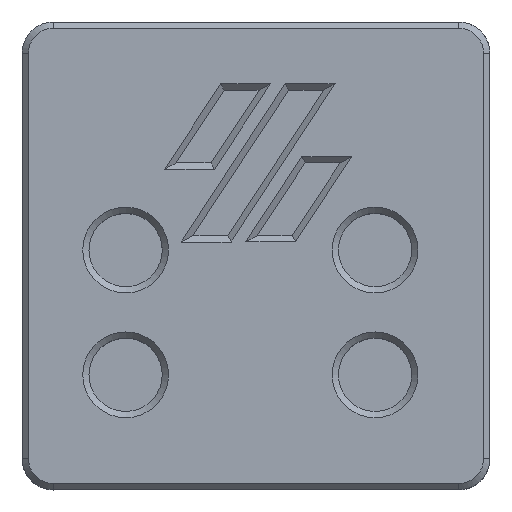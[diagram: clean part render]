
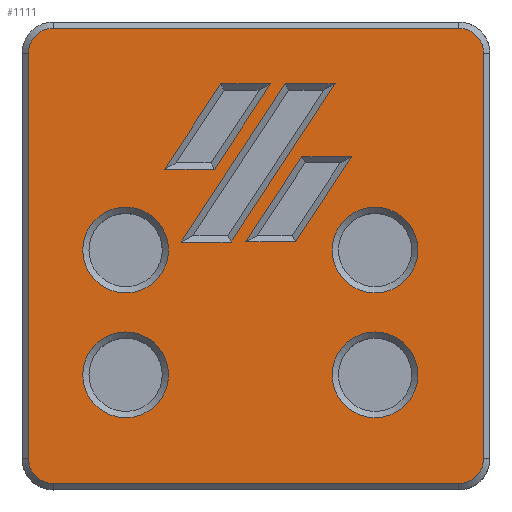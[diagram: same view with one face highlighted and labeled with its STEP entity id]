
A CAD part, top view. The second image highlights one B-rep face of the part: STEP entity #1111.
In plain terms, the highlighted planar face has unit normal (0, 0, 1).
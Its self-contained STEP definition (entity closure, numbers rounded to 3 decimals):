
#39=FACE_BOUND('',#184,.T.);
#40=FACE_BOUND('',#185,.T.);
#41=FACE_BOUND('',#186,.T.);
#42=FACE_BOUND('',#187,.T.);
#43=FACE_BOUND('',#188,.T.);
#44=FACE_BOUND('',#189,.T.);
#45=FACE_BOUND('',#190,.T.);
#52=PLANE('',#1210);
#106=FACE_OUTER_BOUND('',#183,.T.);
#183=EDGE_LOOP('',(#819,#820,#821,#822,#823,#824,#825,#826));
#184=EDGE_LOOP('',(#827,#828,#829,#830));
#185=EDGE_LOOP('',(#831,#832,#833,#834));
#186=EDGE_LOOP('',(#835));
#187=EDGE_LOOP('',(#836));
#188=EDGE_LOOP('',(#837));
#189=EDGE_LOOP('',(#838));
#190=EDGE_LOOP('',(#839,#840,#841,#842));
#252=CIRCLE('',#1188,1.6);
#254=CIRCLE('',#1192,1.6);
#256=CIRCLE('',#1196,1.6);
#258=CIRCLE('',#1200,1.6);
#263=CIRCLE('',#1211,2.75);
#264=CIRCLE('',#1212,2.75);
#265=CIRCLE('',#1213,2.75);
#266=CIRCLE('',#1214,2.75);
#289=LINE('',#1641,#403);
#293=LINE('',#1653,#407);
#297=LINE('',#1665,#411);
#300=LINE('',#1674,#414);
#309=LINE('',#1721,#423);
#310=LINE('',#1723,#424);
#311=LINE('',#1725,#425);
#312=LINE('',#1726,#426);
#313=LINE('',#1729,#427);
#314=LINE('',#1731,#428);
#315=LINE('',#1733,#429);
#316=LINE('',#1734,#430);
#317=LINE('',#1745,#431);
#318=LINE('',#1747,#432);
#319=LINE('',#1749,#433);
#320=LINE('',#1750,#434);
#403=VECTOR('',#1308,10.);
#407=VECTOR('',#1320,10.);
#411=VECTOR('',#1332,10.);
#414=VECTOR('',#1343,10.);
#423=VECTOR('',#1368,10.);
#424=VECTOR('',#1369,10.);
#425=VECTOR('',#1370,10.);
#426=VECTOR('',#1371,10.);
#427=VECTOR('',#1372,10.);
#428=VECTOR('',#1373,10.);
#429=VECTOR('',#1374,10.);
#430=VECTOR('',#1375,10.);
#431=VECTOR('',#1384,10.);
#432=VECTOR('',#1385,10.);
#433=VECTOR('',#1386,10.);
#434=VECTOR('',#1387,10.);
#515=VERTEX_POINT('',#1630);
#516=VERTEX_POINT('',#1632);
#519=VERTEX_POINT('',#1639);
#521=VERTEX_POINT('',#1645);
#523=VERTEX_POINT('',#1651);
#525=VERTEX_POINT('',#1657);
#527=VERTEX_POINT('',#1663);
#529=VERTEX_POINT('',#1669);
#538=VERTEX_POINT('',#1719);
#539=VERTEX_POINT('',#1720);
#540=VERTEX_POINT('',#1722);
#541=VERTEX_POINT('',#1724);
#542=VERTEX_POINT('',#1727);
#543=VERTEX_POINT('',#1728);
#544=VERTEX_POINT('',#1730);
#545=VERTEX_POINT('',#1732);
#546=VERTEX_POINT('',#1735);
#547=VERTEX_POINT('',#1737);
#548=VERTEX_POINT('',#1739);
#549=VERTEX_POINT('',#1741);
#550=VERTEX_POINT('',#1743);
#551=VERTEX_POINT('',#1744);
#552=VERTEX_POINT('',#1746);
#553=VERTEX_POINT('',#1748);
#611=EDGE_CURVE('',#515,#516,#252,.T.);
#615=EDGE_CURVE('',#519,#515,#289,.T.);
#618=EDGE_CURVE('',#521,#519,#254,.T.);
#621=EDGE_CURVE('',#523,#521,#293,.T.);
#624=EDGE_CURVE('',#525,#523,#256,.T.);
#627=EDGE_CURVE('',#527,#525,#297,.T.);
#630=EDGE_CURVE('',#529,#527,#258,.T.);
#632=EDGE_CURVE('',#516,#529,#300,.T.);
#646=EDGE_CURVE('',#538,#539,#309,.T.);
#647=EDGE_CURVE('',#540,#538,#310,.T.);
#648=EDGE_CURVE('',#541,#540,#311,.T.);
#649=EDGE_CURVE('',#539,#541,#312,.T.);
#650=EDGE_CURVE('',#542,#543,#313,.T.);
#651=EDGE_CURVE('',#544,#542,#314,.T.);
#652=EDGE_CURVE('',#545,#544,#315,.T.);
#653=EDGE_CURVE('',#543,#545,#316,.T.);
#654=EDGE_CURVE('',#546,#546,#263,.T.);
#655=EDGE_CURVE('',#547,#547,#264,.T.);
#656=EDGE_CURVE('',#548,#548,#265,.T.);
#657=EDGE_CURVE('',#549,#549,#266,.T.);
#658=EDGE_CURVE('',#550,#551,#317,.T.);
#659=EDGE_CURVE('',#552,#550,#318,.T.);
#660=EDGE_CURVE('',#553,#552,#319,.T.);
#661=EDGE_CURVE('',#551,#553,#320,.T.);
#819=ORIENTED_EDGE('',*,*,#611,.F.);
#820=ORIENTED_EDGE('',*,*,#615,.F.);
#821=ORIENTED_EDGE('',*,*,#618,.F.);
#822=ORIENTED_EDGE('',*,*,#621,.F.);
#823=ORIENTED_EDGE('',*,*,#624,.F.);
#824=ORIENTED_EDGE('',*,*,#627,.F.);
#825=ORIENTED_EDGE('',*,*,#630,.F.);
#826=ORIENTED_EDGE('',*,*,#632,.F.);
#827=ORIENTED_EDGE('',*,*,#646,.F.);
#828=ORIENTED_EDGE('',*,*,#647,.F.);
#829=ORIENTED_EDGE('',*,*,#648,.F.);
#830=ORIENTED_EDGE('',*,*,#649,.F.);
#831=ORIENTED_EDGE('',*,*,#650,.F.);
#832=ORIENTED_EDGE('',*,*,#651,.F.);
#833=ORIENTED_EDGE('',*,*,#652,.F.);
#834=ORIENTED_EDGE('',*,*,#653,.F.);
#835=ORIENTED_EDGE('',*,*,#654,.F.);
#836=ORIENTED_EDGE('',*,*,#655,.F.);
#837=ORIENTED_EDGE('',*,*,#656,.F.);
#838=ORIENTED_EDGE('',*,*,#657,.F.);
#839=ORIENTED_EDGE('',*,*,#658,.F.);
#840=ORIENTED_EDGE('',*,*,#659,.F.);
#841=ORIENTED_EDGE('',*,*,#660,.F.);
#842=ORIENTED_EDGE('',*,*,#661,.F.);
#1111=ADVANCED_FACE('',(#106,#39,#40,#41,#42,#43,#44,#45),#52,.T.);
#1188=AXIS2_PLACEMENT_3D('',#1633,#1300,#1301);
#1192=AXIS2_PLACEMENT_3D('',#1647,#1313,#1314);
#1196=AXIS2_PLACEMENT_3D('',#1659,#1325,#1326);
#1200=AXIS2_PLACEMENT_3D('',#1671,#1337,#1338);
#1210=AXIS2_PLACEMENT_3D('',#1718,#1366,#1367);
#1211=AXIS2_PLACEMENT_3D('',#1736,#1376,#1377);
#1212=AXIS2_PLACEMENT_3D('',#1738,#1378,#1379);
#1213=AXIS2_PLACEMENT_3D('',#1740,#1380,#1381);
#1214=AXIS2_PLACEMENT_3D('',#1742,#1382,#1383);
#1300=DIRECTION('center_axis',(0.,0.,-1.));
#1301=DIRECTION('ref_axis',(0.,-1.,0.));
#1308=DIRECTION('',(0.,-1.,0.));
#1313=DIRECTION('center_axis',(0.,0.,-1.));
#1314=DIRECTION('ref_axis',(1.,0.,0.));
#1320=DIRECTION('',(1.,0.,0.));
#1325=DIRECTION('center_axis',(0.,0.,-1.));
#1326=DIRECTION('ref_axis',(-1.,0.,0.));
#1332=DIRECTION('',(0.,1.,0.));
#1337=DIRECTION('center_axis',(0.,0.,-1.));
#1338=DIRECTION('ref_axis',(0.,-1.,0.));
#1343=DIRECTION('',(-1.,0.,0.));
#1366=DIRECTION('center_axis',(0.,0.,1.));
#1367=DIRECTION('ref_axis',(1.,0.,0.));
#1368=DIRECTION('',(-0.549,-0.836,0.));
#1369=DIRECTION('',(-1.,0.,0.));
#1370=DIRECTION('',(0.549,0.836,0.));
#1371=DIRECTION('',(1.,0.,0.));
#1372=DIRECTION('',(-1.,0.,0.));
#1373=DIRECTION('',(0.549,0.836,0.));
#1374=DIRECTION('',(1.,0.,0.));
#1375=DIRECTION('',(-0.549,-0.836,0.));
#1376=DIRECTION('center_axis',(0.,0.,1.));
#1377=DIRECTION('ref_axis',(-1.,0.,0.));
#1378=DIRECTION('center_axis',(0.,0.,1.));
#1379=DIRECTION('ref_axis',(-1.,0.,0.));
#1380=DIRECTION('center_axis',(0.,0.,1.));
#1381=DIRECTION('ref_axis',(-1.,0.,0.));
#1382=DIRECTION('center_axis',(0.,0.,1.));
#1383=DIRECTION('ref_axis',(-1.,0.,0.));
#1384=DIRECTION('',(0.549,0.836,0.));
#1385=DIRECTION('',(1.,0.,0.));
#1386=DIRECTION('',(-0.549,-0.836,0.));
#1387=DIRECTION('',(-1.,0.,0.));
#1630=CARTESIAN_POINT('',(29.6,-28.,10.));
#1632=CARTESIAN_POINT('',(28.,-29.6,10.));
#1633=CARTESIAN_POINT('Origin',(28.,-28.,10.));
#1639=CARTESIAN_POINT('',(29.6,-2.,10.));
#1641=CARTESIAN_POINT('',(29.6,-15.,10.));
#1645=CARTESIAN_POINT('',(28.,-0.4,10.));
#1647=CARTESIAN_POINT('Origin',(28.,-2.,10.));
#1651=CARTESIAN_POINT('',(2.,-0.4,10.));
#1653=CARTESIAN_POINT('',(14.983,-0.4,10.));
#1657=CARTESIAN_POINT('',(0.4,-2.,10.));
#1659=CARTESIAN_POINT('Origin',(2.,-2.,10.));
#1663=CARTESIAN_POINT('',(0.4,-28.,10.));
#1665=CARTESIAN_POINT('',(0.4,-15.,10.));
#1669=CARTESIAN_POINT('',(2.,-29.6,10.));
#1671=CARTESIAN_POINT('Origin',(2.,-28.,10.));
#1674=CARTESIAN_POINT('',(15.,-29.6,10.));
#1718=CARTESIAN_POINT('Origin',(15.,-15.,10.));
#1719=CARTESIAN_POINT('',(12.735,-3.968,10.));
#1720=CARTESIAN_POINT('',(9.139,-9.439,10.));
#1721=CARTESIAN_POINT('',(8.951,-9.726,10.));
#1722=CARTESIAN_POINT('',(15.937,-3.968,10.));
#1723=CARTESIAN_POINT('',(13.975,-3.968,10.));
#1724=CARTESIAN_POINT('',(12.341,-9.439,10.));
#1725=CARTESIAN_POINT('',(13.06,-8.345,10.));
#1726=CARTESIAN_POINT('',(13.563,-9.439,10.));
#1727=CARTESIAN_POINT('',(20.074,-3.968,10.));
#1728=CARTESIAN_POINT('',(16.873,-3.968,10.));
#1729=CARTESIAN_POINT('',(16.044,-3.968,10.));
#1730=CARTESIAN_POINT('',(13.408,-14.111,10.));
#1731=CARTESIAN_POINT('',(16.573,-9.294,10.));
#1732=CARTESIAN_POINT('',(10.205,-14.111,10.));
#1733=CARTESIAN_POINT('',(14.096,-14.111,10.));
#1734=CARTESIAN_POINT('',(10.928,-13.011,10.));
#1735=CARTESIAN_POINT('',(25.388,-22.627,10.));
#1736=CARTESIAN_POINT('Origin',(22.638,-22.627,10.));
#1737=CARTESIAN_POINT('',(9.388,-14.627,10.));
#1738=CARTESIAN_POINT('Origin',(6.638,-14.627,10.));
#1739=CARTESIAN_POINT('',(9.388,-22.627,10.));
#1740=CARTESIAN_POINT('Origin',(6.638,-22.627,10.));
#1741=CARTESIAN_POINT('',(25.388,-14.627,10.));
#1742=CARTESIAN_POINT('Origin',(22.638,-14.627,10.));
#1743=CARTESIAN_POINT('',(17.544,-14.104,10.));
#1744=CARTESIAN_POINT('',(21.141,-8.633,10.));
#1745=CARTESIAN_POINT('',(18.549,-12.575,10.));
#1746=CARTESIAN_POINT('',(14.342,-14.104,10.));
#1747=CARTESIAN_POINT('',(16.164,-14.104,10.));
#1748=CARTESIAN_POINT('',(17.939,-8.633,10.));
#1749=CARTESIAN_POINT('',(14.439,-13.956,10.));
#1750=CARTESIAN_POINT('',(16.577,-8.633,10.));
